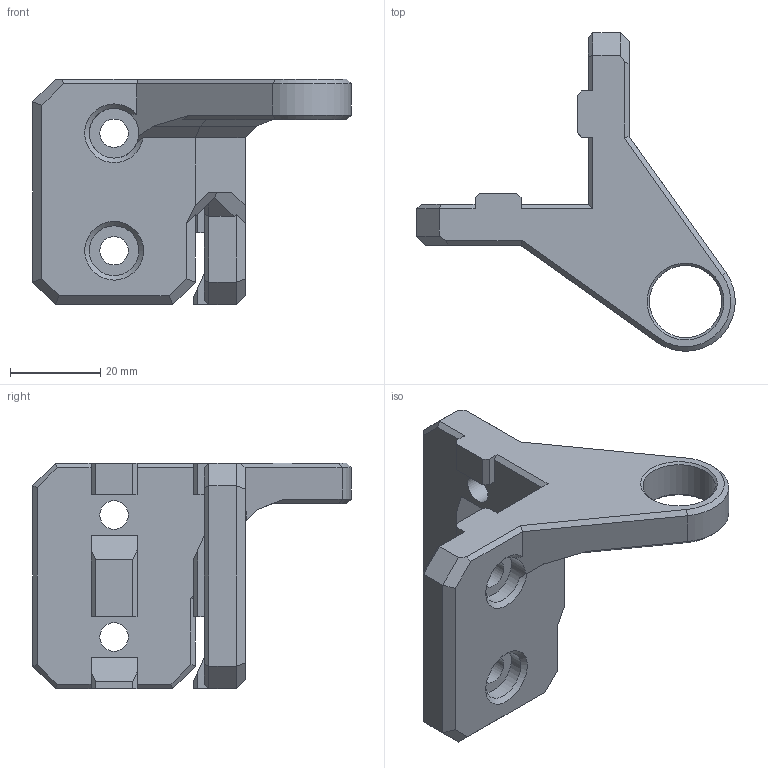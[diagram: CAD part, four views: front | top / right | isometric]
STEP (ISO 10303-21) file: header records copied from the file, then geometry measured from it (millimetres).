
FILE_DESCRIPTION(/* description */ (''),/* implementation_level */ '2;1');
FILE_NAME(/* name */ 'LeadscrewConstraintFrontFor4040.stp',/* time_stamp */ '2024-01-06T18:44:23+01:00',/* author */ ('nilsb'),/* organization */ (''),/* preprocessor_version */ 'ST-DEVELOPER v19.2',/* originating_system */ 'Autodesk Inventor 2023',/* authorisation */ '');
FILE_SCHEMA (('AUTOMOTIVE_DESIGN { 1 0 10303 214 3 1 1 }'));
Length unit declared in the file: millimetre
Products named in the file (1): Leadscrew Constraint Front for 4040
Bounding box: 70.49 x 70.49 x 50 mm (x, y, z)
Volume: 38767.6 mm3; surface area: 13053.8 mm2
Topology: 1 solids, 1 shells, 130 faces, 330 edges, 206 vertices
Faces by surface type: plane 112, cylinder 10, cone 8
Full cylindrical faces by diameter (mm): 6.3 x4, 11 x4, 16 x1
Entity records: 3884 total; most frequent: CARTESIAN_POINT 671, ORIENTED_EDGE 660, DIRECTION 626, EDGE_CURVE 330, LINE 292, VECTOR 292, VERTEX_POINT 206, AXIS2_PLACEMENT_3D 167
